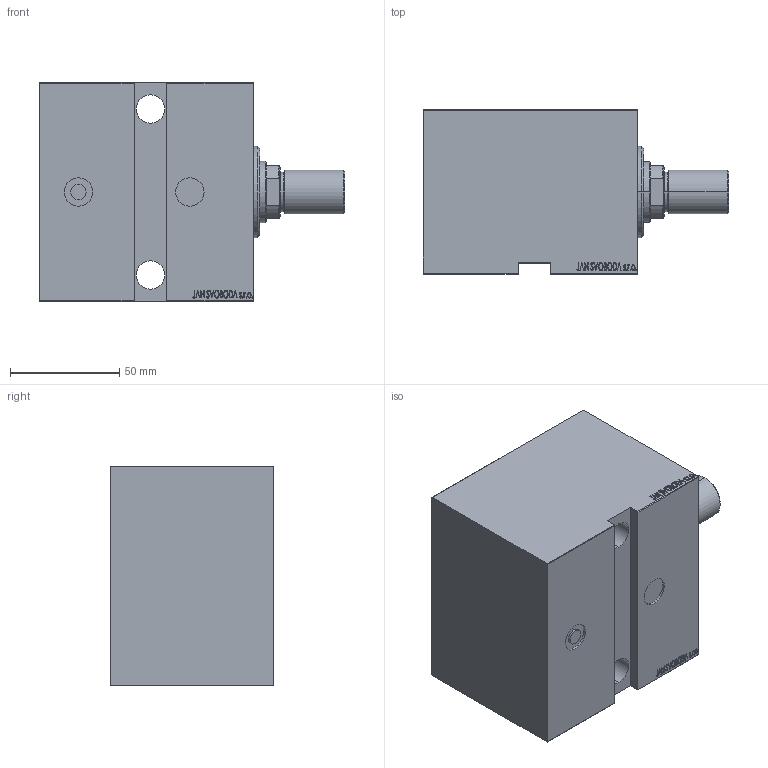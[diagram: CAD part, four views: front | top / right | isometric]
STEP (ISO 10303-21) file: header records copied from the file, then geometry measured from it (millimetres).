
FILE_DESCRIPTION (( 'STEP AP203' ), '1' );
FILE_NAME ('e748.STEP', '2024-02-11T21:06:22', ( '' ), ( '' ), 'SwSTEP 2.0', 'SolidWorks 2019', '' );
FILE_SCHEMA (( 'CONFIG_CONTROL_DESIGN' ));
Length unit declared in the file: millimetre
Products named in the file (5): V450CM_MALE_METRIC 1a66c9756f751fa758941287a3f92f11; e748; V450CM_E_Body 1a66c9756f751fa758941287a3f92f11; V450CM_E_VCP 1a66c9756f751fa758941287a3f92f11; V450CM_VC_B 1a66c9756f751fa758941287a3f92f11
Assembly tree (4 placements, depth 2):
  e748
    V450CM_E_Body 1a66c9756f751fa758941287a3f92f11
    V450CM_E_VCP 1a66c9756f751fa758941287a3f92f11
    V450CM_VC_B 1a66c9756f751fa758941287a3f92f11
    V450CM_MALE_METRIC 1a66c9756f751fa758941287a3f92f11
Bounding box: 140 x 75 x 100 mm (x, y, z)
Volume: 687210.4 mm3; surface area: 99849.2 mm2
Topology: 4 solids, 4 shells, 853 faces, 2186 edges, 1449 vertices
Faces by surface type: plane 411, bspline 380, cylinder 42, cone 18, torus 2
Entity records: 43079 total; most frequent: CARTESIAN_POINT 24353, ORIENTED_EDGE 4368, DIRECTION 2486, EDGE_CURVE 2184, VERTEX_POINT 1449, LINE 1306, VECTOR 1306, EDGE_LOOP 969
